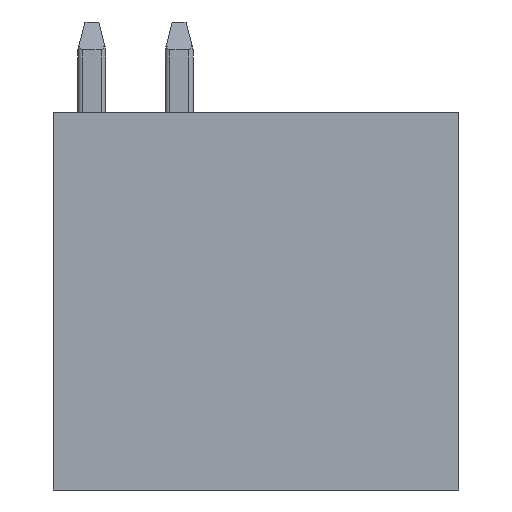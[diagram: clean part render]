
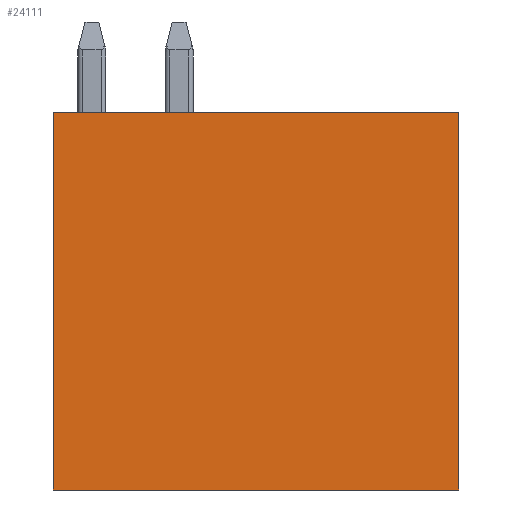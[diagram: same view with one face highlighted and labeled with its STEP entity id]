
A CAD part, front view. The second image highlights one B-rep face of the part: STEP entity #24111.
In plain terms, the highlighted planar face has unit normal (0, -1, 0).
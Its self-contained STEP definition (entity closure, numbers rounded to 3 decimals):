
#5869=DIRECTION('',(0.,0.,1.));
#5870=VECTOR('',#5869,10.8);
#5871=CARTESIAN_POINT('',(-5.49,-42.8,-6.62));
#5872=LINE('',#5871,#5870);
#5873=DIRECTION('',(1.,0.,0.));
#5874=VECTOR('',#5873,11.6);
#5875=CARTESIAN_POINT('',(-5.49,-42.8,4.18));
#5876=LINE('',#5875,#5874);
#5877=DIRECTION('',(0.,0.,-1.));
#5878=VECTOR('',#5877,10.8);
#5879=CARTESIAN_POINT('',(6.11,-42.8,4.18));
#5880=LINE('',#5879,#5878);
#5881=DIRECTION('',(-1.,0.,0.));
#5882=VECTOR('',#5881,11.6);
#5883=CARTESIAN_POINT('',(6.11,-42.8,-6.62));
#5884=LINE('',#5883,#5882);
#14345=CARTESIAN_POINT('',(-5.49,-42.8,-6.62));
#14346=CARTESIAN_POINT('',(-5.49,-42.8,4.18));
#14347=VERTEX_POINT('',#14345);
#14348=VERTEX_POINT('',#14346);
#14349=CARTESIAN_POINT('',(6.11,-42.8,4.18));
#14350=VERTEX_POINT('',#14349);
#14351=CARTESIAN_POINT('',(6.11,-42.8,-6.62));
#14352=VERTEX_POINT('',#14351);
#24100=CARTESIAN_POINT('',(0.,-42.8,0.));
#24101=DIRECTION('',(0.,1.,0.));
#24102=DIRECTION('',(1.,0.,0.));
#24103=AXIS2_PLACEMENT_3D('',#24100,#24101,#24102);
#24104=PLANE('',#24103);
#24105=ORIENTED_EDGE('',*,*,#17836,.T.);
#24106=ORIENTED_EDGE('',*,*,#18136,.T.);
#24107=ORIENTED_EDGE('',*,*,#18242,.T.);
#24108=ORIENTED_EDGE('',*,*,#24094,.T.);
#24109=EDGE_LOOP('',(#24105,#24106,#24107,#24108));
#24110=FACE_OUTER_BOUND('',#24109,.F.);
#24111=ADVANCED_FACE('',(#24110),#24104,.F.);
#17836=EDGE_CURVE('',#14347,#14348,#5872,.T.);
#18136=EDGE_CURVE('',#14348,#14350,#5876,.T.);
#18242=EDGE_CURVE('',#14350,#14352,#5880,.T.);
#24094=EDGE_CURVE('',#14352,#14347,#5884,.T.);
